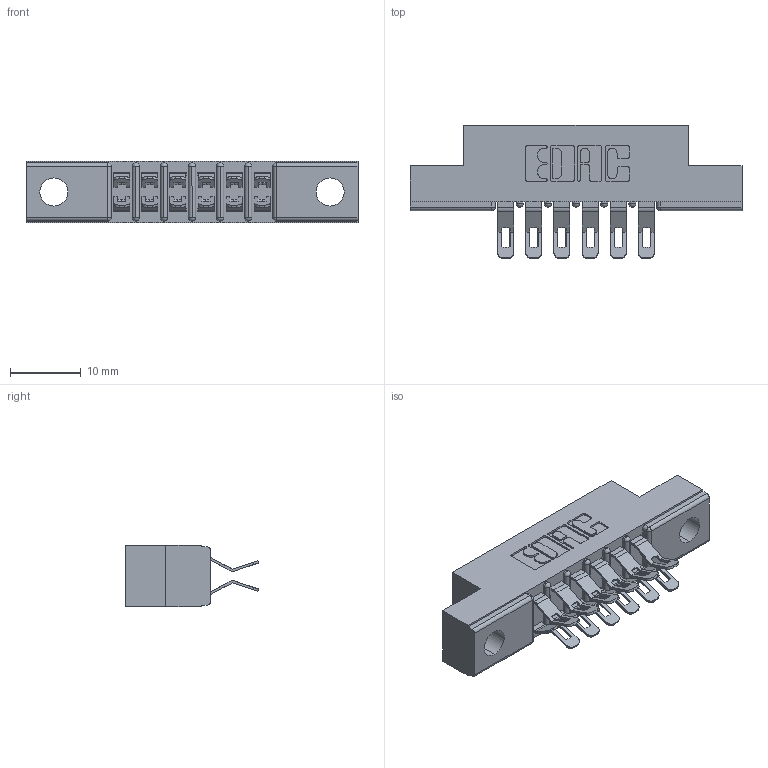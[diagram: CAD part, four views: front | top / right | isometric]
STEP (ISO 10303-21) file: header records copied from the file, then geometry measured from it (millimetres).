
FILE_DESCRIPTION (( 'STEP AP203' ), '1' );
FILE_NAME ('357-012-555-202.STEP', '2019-09-17T18:03:43', ( '' ), ( '' ), 'SwSTEP 2.0', 'SolidWorks 2016', '' );
FILE_SCHEMA (( 'CONFIG_CONTROL_DESIGN' ));
Length unit declared in the file: inch
Products named in the file (3): 357-012-555-202; 307 Part_.128 Dia Mounting Holes; 307-290-001_555
Assembly tree (13 placements, depth 2):
  357-012-555-202
    307 Part_.128 Dia Mounting Holes
    307-290-001_555  x12
Bounding box: 46.79 x 18.75 x 8.71 mm (x, y, z)
Volume: 3010.1 mm3; surface area: 4526.4 mm2
Topology: 13 solids, 13 shells, 857 faces, 2495 edges, 1626 vertices
Faces by surface type: plane 478, cylinder 365, sphere 14
Entity records: 10313 total; most frequent: CARTESIAN_POINT 1702, DIRECTION 1690, ORIENTED_EDGE 1684, EDGE_CURVE 842, LINE 618, VECTOR 618, VERTEX_POINT 548, AXIS2_PLACEMENT_3D 536
